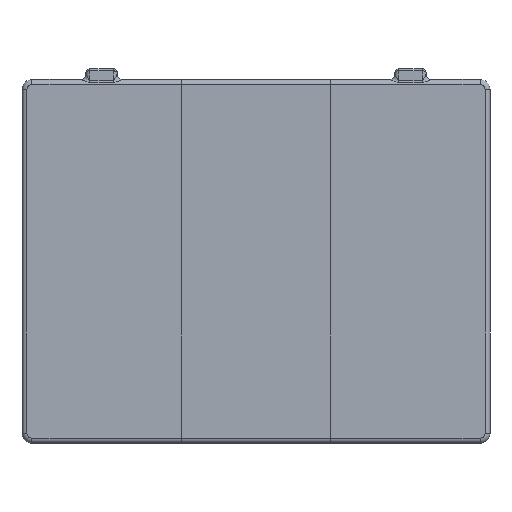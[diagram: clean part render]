
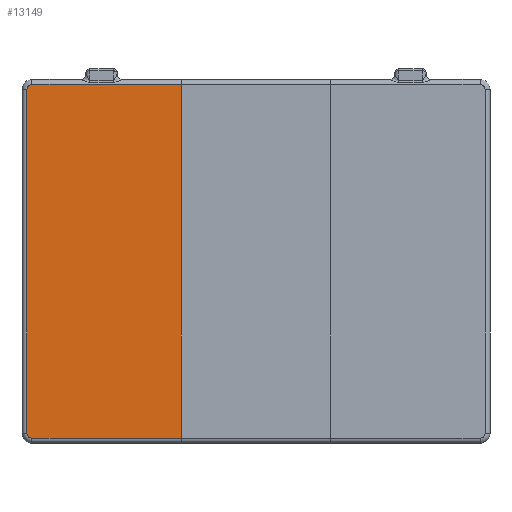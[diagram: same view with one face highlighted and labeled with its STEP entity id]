
A CAD part, front view. The second image highlights one B-rep face of the part: STEP entity #13149.
In plain terms, the highlighted planar face has unit normal (0, -1, 0).
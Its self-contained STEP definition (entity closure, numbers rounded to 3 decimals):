
#230 = EDGE_LOOP ( 'NONE', ( #3501, #7168, #1182, #3879, #16385, #9709 ) ) ;
#1125 = PLANE ( 'NONE',  #6289 ) ;
#1182 = ORIENTED_EDGE ( 'NONE', *, *, #1549, .F. ) ;
#1549 = EDGE_CURVE ( 'NONE', #9286, #17352, #16602, .T. ) ;
#1625 = CIRCLE ( 'NONE', #7373, 0.027 ) ;
#1656 = VECTOR ( 'NONE', #13597, 1000. ) ;
#1686 = CARTESIAN_POINT ( 'NONE',  ( -1.223, 0., 0.89 ) ) ;
#1809 = CARTESIAN_POINT ( 'NONE',  ( -1.223, 0., 0.89 ) ) ;
#2229 = DIRECTION ( 'NONE',  ( 0., 0., -1. ) ) ;
#2543 = EDGE_CURVE ( 'NONE', #14616, #7116, #1625, .T. ) ;
#2948 = CARTESIAN_POINT ( 'NONE',  ( -1.223, 0., -0.947 ) ) ;
#3501 = ORIENTED_EDGE ( 'NONE', *, *, #7481, .F. ) ;
#3879 = ORIENTED_EDGE ( 'NONE', *, *, #7682, .F. ) ;
#3906 = CARTESIAN_POINT ( 'NONE',  ( -1.197, 0., -0.973 ) ) ;
#4013 = VECTOR ( 'NONE', #2229, 1000. ) ;
#4025 = LINE ( 'NONE', #5412, #4013 ) ;
#4259 = EDGE_CURVE ( 'NONE', #13099, #14616, #13388, .T. ) ;
#4627 = CARTESIAN_POINT ( 'NONE',  ( -1.197, 0., -0.947 ) ) ;
#5412 = CARTESIAN_POINT ( 'NONE',  ( -0.4, 0., 0. ) ) ;
#5415 = AXIS2_PLACEMENT_3D ( 'NONE', #12631, #13912, #9345 ) ;
#6289 = AXIS2_PLACEMENT_3D ( 'NONE', #19194, #14673, #9799 ) ;
#7116 = VERTEX_POINT ( 'NONE', #2948 ) ;
#7168 = ORIENTED_EDGE ( 'NONE', *, *, #14693, .F. ) ;
#7373 = AXIS2_PLACEMENT_3D ( 'NONE', #4627, #12721, #19138 ) ;
#7481 = EDGE_CURVE ( 'NONE', #15021, #13099, #4025, .T. ) ;
#7682 = EDGE_CURVE ( 'NONE', #7116, #9286, #7857, .T. ) ;
#7692 = CARTESIAN_POINT ( 'NONE',  ( 1.197, 0., 0.916 ) ) ;
#7857 = LINE ( 'NONE', #1809, #20610 ) ;
#9286 = VERTEX_POINT ( 'NONE', #1686 ) ;
#9345 = DIRECTION ( 'NONE',  ( 0., 0., -1. ) ) ;
#9709 = ORIENTED_EDGE ( 'NONE', *, *, #4259, .F. ) ;
#9799 = DIRECTION ( 'NONE',  ( 1., 0., 0. ) ) ;
#12631 = CARTESIAN_POINT ( 'NONE',  ( -1.197, 0., 0.89 ) ) ;
#12721 = DIRECTION ( 'NONE',  ( 0., 1., 0. ) ) ;
#13067 = DIRECTION ( 'NONE',  ( 0., 0., 1. ) ) ;
#13099 = VERTEX_POINT ( 'NONE', #17336 ) ;
#13149 = ADVANCED_FACE ( 'NONE', ( #15637 ), #1125, .F. ) ;
#13349 = CARTESIAN_POINT ( 'NONE',  ( -1.197, 0., 0.916 ) ) ;
#13388 = LINE ( 'NONE', #3906, #1656 ) ;
#13597 = DIRECTION ( 'NONE',  ( -1., 0., 0. ) ) ;
#13912 = DIRECTION ( 'NONE',  ( 0., 1., 0. ) ) ;
#14179 = DIRECTION ( 'NONE',  ( 1., 0., 0. ) ) ;
#14616 = VERTEX_POINT ( 'NONE', #15245 ) ;
#14673 = DIRECTION ( 'NONE',  ( 0., 1., 0. ) ) ;
#14693 = EDGE_CURVE ( 'NONE', #17352, #15021, #15775, .T. ) ;
#15021 = VERTEX_POINT ( 'NONE', #19195 ) ;
#15245 = CARTESIAN_POINT ( 'NONE',  ( -1.197, 0., -0.973 ) ) ;
#15637 = FACE_OUTER_BOUND ( 'NONE', #230, .T. ) ;
#15775 = LINE ( 'NONE', #7692, #20121 ) ;
#16385 = ORIENTED_EDGE ( 'NONE', *, *, #2543, .F. ) ;
#16602 = CIRCLE ( 'NONE', #5415, 0.027 ) ;
#17336 = CARTESIAN_POINT ( 'NONE',  ( -0.4, 0., -0.973 ) ) ;
#17352 = VERTEX_POINT ( 'NONE', #13349 ) ;
#19138 = DIRECTION ( 'NONE',  ( 0., 0., -1. ) ) ;
#19194 = CARTESIAN_POINT ( 'NONE',  ( 0., 0., 0. ) ) ;
#19195 = CARTESIAN_POINT ( 'NONE',  ( -0.4, 0., 0.916 ) ) ;
#20121 = VECTOR ( 'NONE', #14179, 1000. ) ;
#20610 = VECTOR ( 'NONE', #13067, 1000. ) ;
